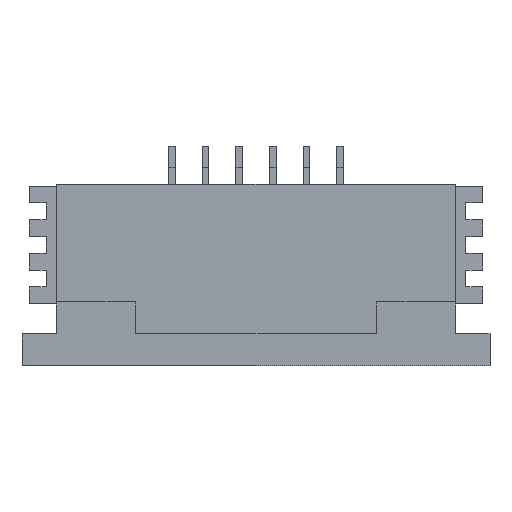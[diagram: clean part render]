
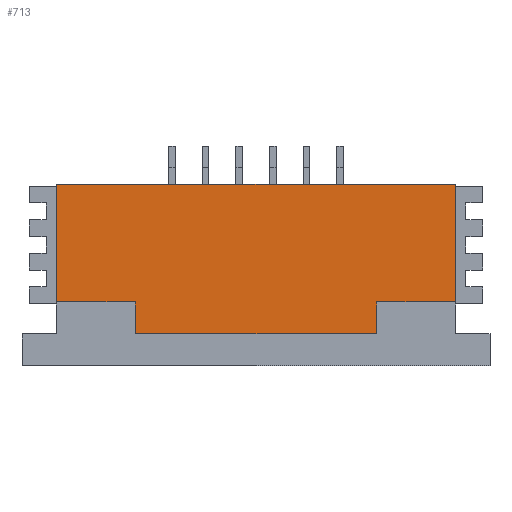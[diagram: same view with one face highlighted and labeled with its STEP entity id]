
A CAD part, top view. The second image highlights one B-rep face of the part: STEP entity #713.
In plain terms, the highlighted planar face has unit normal (0, 0, 1).
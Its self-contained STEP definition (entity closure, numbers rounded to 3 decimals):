
#32 = VERTEX_POINT('',#33);
#33 = CARTESIAN_POINT('',(0.,0.8,2.56));
#39 = EDGE_CURVE('',#32,#40,#42,.T.);
#40 = VERTEX_POINT('',#41);
#41 = CARTESIAN_POINT('',(-5.935,0.8,2.56));
#42 = LINE('',#43,#44);
#43 = CARTESIAN_POINT('',(0.,0.8,2.56));
#44 = VECTOR('',#45,1.);
#45 = DIRECTION('',(-1.,0.,0.));
#679 = EDGE_CURVE('',#40,#680,#682,.T.);
#680 = VERTEX_POINT('',#681);
#681 = CARTESIAN_POINT('',(-5.935,-2.7,2.56));
#682 = LINE('',#683,#684);
#683 = CARTESIAN_POINT('',(-5.935,0.8,2.56));
#684 = VECTOR('',#685,1.);
#685 = DIRECTION('',(0.,-1.,0.));
#713 = ADVANCED_FACE('',(#714),#777,.T.);
#714 = FACE_BOUND('',#715,.T.);
#715 = EDGE_LOOP('',(#716,#723,#724,#725,#733,#741,#749,#757,#765,#772)
);
#716 = ORIENTED_EDGE('',*,*,#717,.F.);
#717 = EDGE_CURVE('',#32,#718,#720,.T.);
#718 = VERTEX_POINT('',#719);
#719 = CARTESIAN_POINT('',(5.935,0.8,2.56));
#720 = B_SPLINE_CURVE_WITH_KNOTS('',1,(#721,#722),.UNSPECIFIED.,.F.,.F.,
(2,2),(0.,5.935),.PIECEWISE_BEZIER_KNOTS.);
#721 = CARTESIAN_POINT('',(0.,0.8,2.56));
#722 = CARTESIAN_POINT('',(5.935,0.8,2.56));
#723 = ORIENTED_EDGE('',*,*,#39,.T.);
#724 = ORIENTED_EDGE('',*,*,#679,.T.);
#725 = ORIENTED_EDGE('',*,*,#726,.T.);
#726 = EDGE_CURVE('',#680,#727,#729,.T.);
#727 = VERTEX_POINT('',#728);
#728 = CARTESIAN_POINT('',(-3.59,-2.7,2.56));
#729 = LINE('',#730,#731);
#730 = CARTESIAN_POINT('',(-5.935,-2.7,2.56));
#731 = VECTOR('',#732,1.);
#732 = DIRECTION('',(1.,0.,0.));
#733 = ORIENTED_EDGE('',*,*,#734,.T.);
#734 = EDGE_CURVE('',#727,#735,#737,.T.);
#735 = VERTEX_POINT('',#736);
#736 = CARTESIAN_POINT('',(-3.59,-3.65,2.56));
#737 = LINE('',#738,#739);
#738 = CARTESIAN_POINT('',(-3.59,-1.75,2.56));
#739 = VECTOR('',#740,1.);
#740 = DIRECTION('',(0.,-1.,0.));
#741 = ORIENTED_EDGE('',*,*,#742,.T.);
#742 = EDGE_CURVE('',#735,#743,#745,.T.);
#743 = VERTEX_POINT('',#744);
#744 = CARTESIAN_POINT('',(0.,-3.65,2.56));
#745 = LINE('',#746,#747);
#746 = CARTESIAN_POINT('',(-3.59,-3.65,2.56));
#747 = VECTOR('',#748,1.);
#748 = DIRECTION('',(1.,0.,0.));
#749 = ORIENTED_EDGE('',*,*,#750,.T.);
#750 = EDGE_CURVE('',#743,#751,#753,.T.);
#751 = VERTEX_POINT('',#752);
#752 = CARTESIAN_POINT('',(3.59,-3.65,2.56));
#753 = LINE('',#754,#755);
#754 = CARTESIAN_POINT('',(-3.59,-3.65,2.56));
#755 = VECTOR('',#756,1.);
#756 = DIRECTION('',(1.,0.,0.));
#757 = ORIENTED_EDGE('',*,*,#758,.T.);
#758 = EDGE_CURVE('',#751,#759,#761,.T.);
#759 = VERTEX_POINT('',#760);
#760 = CARTESIAN_POINT('',(3.59,-2.7,2.56));
#761 = LINE('',#762,#763);
#762 = CARTESIAN_POINT('',(3.59,-3.65,2.56));
#763 = VECTOR('',#764,1.);
#764 = DIRECTION('',(0.,1.,0.));
#765 = ORIENTED_EDGE('',*,*,#766,.F.);
#766 = EDGE_CURVE('',#767,#759,#769,.T.);
#767 = VERTEX_POINT('',#768);
#768 = CARTESIAN_POINT('',(5.935,-2.7,2.56));
#769 = B_SPLINE_CURVE_WITH_KNOTS('',1,(#770,#771),.UNSPECIFIED.,.F.,.F.,
(2,2),(0.,5.935),.PIECEWISE_BEZIER_KNOTS.);
#770 = CARTESIAN_POINT('',(5.935,-2.7,2.56));
#771 = CARTESIAN_POINT('',(0.,-2.7,2.56));
#772 = ORIENTED_EDGE('',*,*,#773,.F.);
#773 = EDGE_CURVE('',#718,#767,#774,.T.);
#774 = B_SPLINE_CURVE_WITH_KNOTS('',1,(#775,#776),.UNSPECIFIED.,.F.,.F.,
(2,2),(0.,3.5),.PIECEWISE_BEZIER_KNOTS.);
#775 = CARTESIAN_POINT('',(5.935,0.8,2.56));
#776 = CARTESIAN_POINT('',(5.935,-2.7,2.56));
#777 = PLANE('',#778);
#778 = AXIS2_PLACEMENT_3D('',#779,#780,#781);
#779 = CARTESIAN_POINT('',(-0.369,-1.179,2.56));
#780 = DIRECTION('',(0.,0.,1.));
#781 = DIRECTION('',(-1.,0.,0.));
